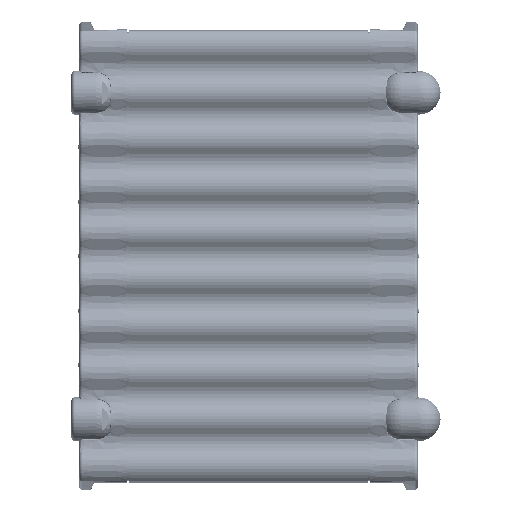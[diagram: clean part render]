
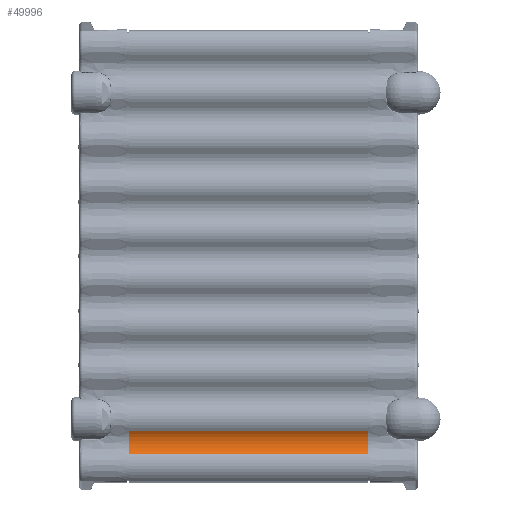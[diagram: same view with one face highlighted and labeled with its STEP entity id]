
A CAD part, left-side view. The second image highlights one B-rep face of the part: STEP entity #49996.
In plain terms, the highlighted cylindrical face has radius 12 mm (diameter 24 mm), a partial arc.
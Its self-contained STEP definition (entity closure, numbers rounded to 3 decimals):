
#48843 = EDGE_CURVE ( 'NONE', #48955, #48890, #76386, .T. ) ;
#48890 = VERTEX_POINT ( 'NONE', #76448 ) ;
#48955 = VERTEX_POINT ( 'NONE', #76551 ) ;
#49996 = ADVANCED_FACE ( 'NONE', ( #77889 ), #77888, .F. ) ;
#49997 = EDGE_LOOP ( 'NONE', ( #49998, #50023, #50026, #50029 ) ) ;
#49998 = ORIENTED_EDGE ( 'NONE', *, *, #48843, .T. ) ;
#50023 = ORIENTED_EDGE ( 'NONE', *, *, #50024, .T. ) ;
#50024 = EDGE_CURVE ( 'NONE', #48890, #50025, #77965, .T. ) ;
#50025 = VERTEX_POINT ( 'NONE', #77960 ) ;
#50026 = ORIENTED_EDGE ( 'NONE', *, *, #50027, .F. ) ;
#50027 = EDGE_CURVE ( 'NONE', #50028, #50025, #77959, .T. ) ;
#50028 = VERTEX_POINT ( 'NONE', #77955 ) ;
#50029 = ORIENTED_EDGE ( 'NONE', *, *, #50030, .F. ) ;
#50030 = EDGE_CURVE ( 'NONE', #48955, #50028, #77954, .T. ) ;
#76383 = DIRECTION ( 'NONE',  ( 0., -1., 0. ) ) ;
#76384 = VECTOR ( 'NONE', #76383, 1000. ) ;
#76385 = CARTESIAN_POINT ( 'NONE',  ( 206.925, 4000., -7.972 ) ) ;
#76386 = LINE ( 'NONE', #76385, #76384 ) ;
#76448 = CARTESIAN_POINT ( 'NONE',  ( 206.925, 1., -7.972 ) ) ;
#76551 = CARTESIAN_POINT ( 'NONE',  ( 206.925, 137.6, -7.972 ) ) ;
#77883 = DIRECTION ( 'NONE',  ( 0., 0., -1. ) ) ;
#77884 = DIRECTION ( 'NONE',  ( 0., -1., 0. ) ) ;
#77885 = CARTESIAN_POINT ( 'NONE',  ( 200.25, 4000., -17.944 ) ) ;
#77886 = AXIS2_PLACEMENT_3D ( 'NONE', #77885, #77884, #77883 ) ;
#77888 = CYLINDRICAL_SURFACE ( 'NONE', #77886, 12. ) ;
#77889 = FACE_OUTER_BOUND ( 'NONE', #49997, .T. ) ;
#77950 = DIRECTION ( 'NONE',  ( 0., 0., 1. ) ) ;
#77951 = DIRECTION ( 'NONE',  ( 0., -1., 0. ) ) ;
#77952 = CARTESIAN_POINT ( 'NONE',  ( 200.25, 137.6, -17.944 ) ) ;
#77953 = AXIS2_PLACEMENT_3D ( 'NONE', #77952, #77951, #77950 ) ;
#77954 = CIRCLE ( 'NONE', #77953, 12. ) ;
#77955 = CARTESIAN_POINT ( 'NONE',  ( 193.575, 137.6, -7.972 ) ) ;
#77956 = DIRECTION ( 'NONE',  ( 0., -1., 0. ) ) ;
#77957 = VECTOR ( 'NONE', #77956, 1000. ) ;
#77958 = CARTESIAN_POINT ( 'NONE',  ( 193.575, 4000., -7.972 ) ) ;
#77959 = LINE ( 'NONE', #77958, #77957 ) ;
#77960 = CARTESIAN_POINT ( 'NONE',  ( 193.575, 1., -7.972 ) ) ;
#77961 = DIRECTION ( 'NONE',  ( 0., 0., 1. ) ) ;
#77962 = DIRECTION ( 'NONE',  ( 0., -1., 0. ) ) ;
#77963 = CARTESIAN_POINT ( 'NONE',  ( 200.25, 1., -17.944 ) ) ;
#77964 = AXIS2_PLACEMENT_3D ( 'NONE', #77963, #77962, #77961 ) ;
#77965 = CIRCLE ( 'NONE', #77964, 12. ) ;
